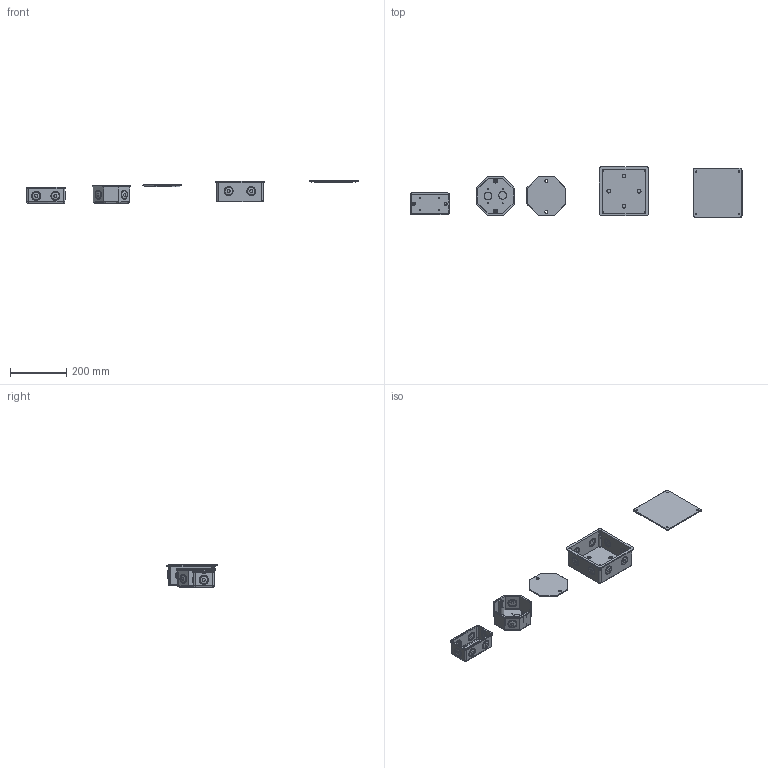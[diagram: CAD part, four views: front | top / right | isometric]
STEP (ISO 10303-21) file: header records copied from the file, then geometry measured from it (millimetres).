
FILE_DESCRIPTION(('FreeCAD Model'),'2;1');
FILE_NAME('Open CASCADE Shape Model','2025-04-28T06:46:33',('FreeCAD'),( 'FreeCAD'),'Open CASCADE STEP processor 7.6','FreeCAD','Unknown');
FILE_SCHEMA(('AUTOMOTIVE_DESIGN { 1 0 10303 214 1 1 1 1 }'));
Products named in the file (1): Open CASCADE STEP translator 7.6 1
Bounding box: 1185.5 x 180.74 x 82.05 mm (x, y, z)
Volume: 607265.3 mm3; surface area: 445834.5 mm2
Topology: 25 solids, 25 shells, 1144 faces, 3030 edges, 2000 vertices
Faces by surface type: bspline 1144
Entity records: 50886 total; most frequent: CARTESIAN_POINT 32722, ORIENTED_EDGE 6060, EDGE_CURVE 3030, B_SPLINE_CURVE_WITH_KNOTS 2030, VERTEX_POINT 2000, FACE_BOUND 1589, EDGE_LOOP 1589, ADVANCED_FACE 1144
